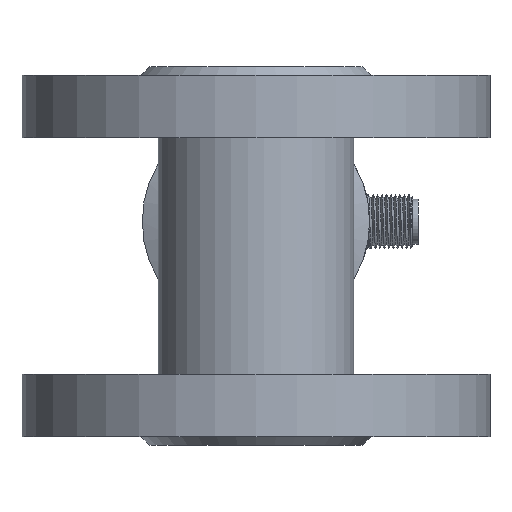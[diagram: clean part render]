
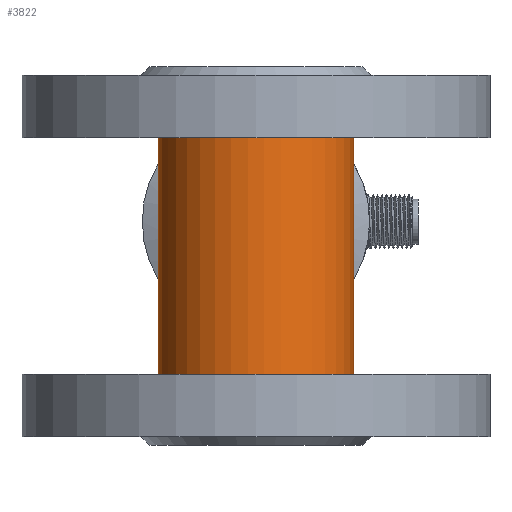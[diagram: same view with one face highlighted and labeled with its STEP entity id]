
A CAD part, front view. The second image highlights one B-rep face of the part: STEP entity #3822.
In plain terms, the highlighted cylindrical face has radius 22 mm (diameter 44 mm), a partial arc.
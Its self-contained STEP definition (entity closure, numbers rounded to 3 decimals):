
#660=FACE_OUTER_BOUND('',#4751,.T.);
#1188=B_SPLINE_CURVE_WITH_KNOTS('',3,(#14867,#14868,#14869,#14870,#14871,
#14872),.UNSPECIFIED.,.F.,.F.,(4,2,4),(0.,0.5,1.),.UNSPECIFIED.);
#1189=B_SPLINE_CURVE_WITH_KNOTS('',3,(#14880,#14881,#14882,#14883),
 .UNSPECIFIED.,.F.,.F.,(4,4),(0.,1.),.UNSPECIFIED.);
#1190=B_SPLINE_CURVE_WITH_KNOTS('',3,(#14885,#14886,#14887,#14888),
 .UNSPECIFIED.,.F.,.F.,(4,4),(0.,1.),.UNSPECIFIED.);
#1191=B_SPLINE_CURVE_WITH_KNOTS('',3,(#14890,#14891,#14892,#14893),
 .UNSPECIFIED.,.F.,.F.,(4,4),(0.,1.),.UNSPECIFIED.);
#1192=B_SPLINE_CURVE_WITH_KNOTS('',3,(#14895,#14896,#14897,#14898),
 .UNSPECIFIED.,.F.,.F.,(4,4),(0.,1.),.UNSPECIFIED.);
#1193=B_SPLINE_CURVE_WITH_KNOTS('',3,(#14900,#14901,#14902,#14903),
 .UNSPECIFIED.,.F.,.F.,(4,4),(0.,1.),.UNSPECIFIED.);
#1194=B_SPLINE_CURVE_WITH_KNOTS('',3,(#14905,#14906,#14907,#14908),
 .UNSPECIFIED.,.F.,.F.,(4,4),(0.,1.),.UNSPECIFIED.);
#1195=B_SPLINE_CURVE_WITH_KNOTS('',3,(#14910,#14911,#14912,#14913),
 .UNSPECIFIED.,.F.,.F.,(4,4),(0.,1.),.UNSPECIFIED.);
#1314=LINE('',#14860,#2565);
#1315=LINE('',#14865,#2566);
#1316=LINE('',#14874,#2567);
#1317=LINE('',#14878,#2568);
#2565=VECTOR('',#12116,1.);
#2566=VECTOR('',#12119,1.);
#2567=VECTOR('',#12120,1.);
#2568=VECTOR('',#12123,1.);
#3822=ADVANCED_FACE('',(#660),#4442,.T.);
#4442=CYLINDRICAL_SURFACE('',#11349,22.);
#4751=EDGE_LOOP('',(#5513,#5514,#5515,#5516,#5517,#5518,#5519,#5520,#5521,
#5522,#5523,#5524,#5525,#5526));
#5513=ORIENTED_EDGE('',*,*,#9641,.T.);
#5514=ORIENTED_EDGE('',*,*,#9642,.T.);
#5515=ORIENTED_EDGE('',*,*,#9643,.T.);
#5516=ORIENTED_EDGE('',*,*,#9644,.F.);
#5517=ORIENTED_EDGE('',*,*,#9645,.T.);
#5518=ORIENTED_EDGE('',*,*,#9646,.T.);
#5519=ORIENTED_EDGE('',*,*,#9647,.T.);
#5520=ORIENTED_EDGE('',*,*,#9648,.F.);
#5521=ORIENTED_EDGE('',*,*,#9649,.F.);
#5522=ORIENTED_EDGE('',*,*,#9650,.F.);
#5523=ORIENTED_EDGE('',*,*,#9651,.F.);
#5524=ORIENTED_EDGE('',*,*,#9652,.F.);
#5525=ORIENTED_EDGE('',*,*,#9653,.F.);
#5526=ORIENTED_EDGE('',*,*,#9654,.F.);
#8589=VERTEX_POINT('',#14861);
#8590=VERTEX_POINT('',#14862);
#8591=VERTEX_POINT('',#14864);
#8592=VERTEX_POINT('',#14866);
#8593=VERTEX_POINT('',#14873);
#8594=VERTEX_POINT('',#14875);
#8595=VERTEX_POINT('',#14877);
#8596=VERTEX_POINT('',#14879);
#8597=VERTEX_POINT('',#14884);
#8598=VERTEX_POINT('',#14889);
#8599=VERTEX_POINT('',#14894);
#8600=VERTEX_POINT('',#14899);
#8601=VERTEX_POINT('',#14904);
#8602=VERTEX_POINT('',#14909);
#9641=EDGE_CURVE('',#8589,#8590,#1314,.T.);
#9642=EDGE_CURVE('',#8590,#8591,#11179,.T.);
#9643=EDGE_CURVE('',#8591,#8592,#1315,.T.);
#9644=EDGE_CURVE('',#8593,#8592,#1188,.T.);
#9645=EDGE_CURVE('',#8593,#8594,#1316,.T.);
#9646=EDGE_CURVE('',#8594,#8595,#11180,.T.);
#9647=EDGE_CURVE('',#8595,#8596,#1317,.T.);
#9648=EDGE_CURVE('',#8597,#8596,#1189,.T.);
#9649=EDGE_CURVE('',#8598,#8597,#1190,.T.);
#9650=EDGE_CURVE('',#8599,#8598,#1191,.T.);
#9651=EDGE_CURVE('',#8600,#8599,#1192,.T.);
#9652=EDGE_CURVE('',#8601,#8600,#1193,.T.);
#9653=EDGE_CURVE('',#8602,#8601,#1194,.T.);
#9654=EDGE_CURVE('',#8589,#8602,#1195,.T.);
#11179=CIRCLE('',#11347,22.);
#11180=CIRCLE('',#11348,22.);
#11347=AXIS2_PLACEMENT_3D('',#14863,#12117,#12118);
#11348=AXIS2_PLACEMENT_3D('',#14876,#12121,#12122);
#11349=AXIS2_PLACEMENT_3D('',#14914,#12124,#12125);
#12116=DIRECTION('',(0.,0.,-1.));
#12117=DIRECTION('',(0.,0.,1.));
#12118=DIRECTION('',(-1.,0.,0.));
#12119=DIRECTION('',(0.,0.,1.));
#12120=DIRECTION('',(0.,0.,1.));
#12121=DIRECTION('',(0.,0.,-1.));
#12122=DIRECTION('',(1.,0.,0.));
#12123=DIRECTION('',(0.,0.,-1.));
#12124=DIRECTION('',(0.,0.,-1.));
#12125=DIRECTION('',(1.,0.,0.));
#14860=CARTESIAN_POINT('',(-6.557,21.,119.));
#14861=CARTESIAN_POINT('',(-6.557,21.,-22.405));
#14862=CARTESIAN_POINT('',(-6.557,21.,-52.));
#14863=CARTESIAN_POINT('',(0.,0.,-52.));
#14864=CARTESIAN_POINT('',(6.557,21.,-52.));
#14865=CARTESIAN_POINT('',(6.557,21.,119.));
#14866=CARTESIAN_POINT('',(6.557,21.,-22.36));
#14867=CARTESIAN_POINT('',(6.557,21.,-13.24));
#14868=CARTESIAN_POINT('',(7.267,20.778,-14.651));
#14869=CARTESIAN_POINT('',(7.622,20.638,-16.225));
#14870=CARTESIAN_POINT('',(7.622,20.637,-19.371));
#14871=CARTESIAN_POINT('',(7.267,20.778,-20.949));
#14872=CARTESIAN_POINT('',(6.557,21.,-22.36));
#14873=CARTESIAN_POINT('',(6.557,21.,-13.24));
#14874=CARTESIAN_POINT('',(6.557,21.,119.));
#14875=CARTESIAN_POINT('',(6.557,21.,1.));
#14876=CARTESIAN_POINT('',(0.,0.,1.));
#14877=CARTESIAN_POINT('',(-6.557,21.,1.));
#14878=CARTESIAN_POINT('',(-6.557,21.,119.));
#14879=CARTESIAN_POINT('',(-6.557,21.,-13.195));
#14880=CARTESIAN_POINT('',(-6.589,20.99,-13.258));
#14881=CARTESIAN_POINT('',(-6.579,20.993,-13.237));
#14882=CARTESIAN_POINT('',(-6.568,20.997,-13.216));
#14883=CARTESIAN_POINT('',(-6.557,21.,-13.195));
#14884=CARTESIAN_POINT('',(-6.589,20.99,-13.258));
#14885=CARTESIAN_POINT('',(-6.609,20.984,-13.269));
#14886=CARTESIAN_POINT('',(-6.602,20.986,-13.265));
#14887=CARTESIAN_POINT('',(-6.596,20.988,-13.262));
#14888=CARTESIAN_POINT('',(-6.589,20.99,-13.258));
#14889=CARTESIAN_POINT('',(-6.609,20.984,-13.269));
#14890=CARTESIAN_POINT('',(-7.542,20.667,-15.088));
#14891=CARTESIAN_POINT('',(-7.308,20.752,-14.438));
#14892=CARTESIAN_POINT('',(-6.996,20.862,-13.833));
#14893=CARTESIAN_POINT('',(-6.609,20.984,-13.269));
#14894=CARTESIAN_POINT('',(-7.542,20.667,-15.088));
#14895=CARTESIAN_POINT('',(-7.791,20.574,-19.681));
#14896=CARTESIAN_POINT('',(-7.981,20.502,-18.145));
#14897=CARTESIAN_POINT('',(-7.899,20.537,-16.589));
#14898=CARTESIAN_POINT('',(-7.542,20.667,-15.088));
#14899=CARTESIAN_POINT('',(-7.791,20.574,-19.681));
#14900=CARTESIAN_POINT('',(-7.13,20.813,-21.458));
#14901=CARTESIAN_POINT('',(-7.418,20.714,-20.899));
#14902=CARTESIAN_POINT('',(-7.642,20.631,-20.298));
#14903=CARTESIAN_POINT('',(-7.791,20.574,-19.681));
#14904=CARTESIAN_POINT('',(-7.13,20.813,-21.458));
#14905=CARTESIAN_POINT('',(-6.934,20.879,-21.57));
#14906=CARTESIAN_POINT('',(-7.,20.857,-21.533));
#14907=CARTESIAN_POINT('',(-7.065,20.835,-21.496));
#14908=CARTESIAN_POINT('',(-7.13,20.813,-21.458));
#14909=CARTESIAN_POINT('',(-6.934,20.879,-21.57));
#14910=CARTESIAN_POINT('',(-6.557,21.,-22.405));
#14911=CARTESIAN_POINT('',(-6.697,20.956,-22.131));
#14912=CARTESIAN_POINT('',(-6.822,20.916,-21.853));
#14913=CARTESIAN_POINT('',(-6.934,20.879,-21.57));
#14914=CARTESIAN_POINT('',(0.,0.,119.));
